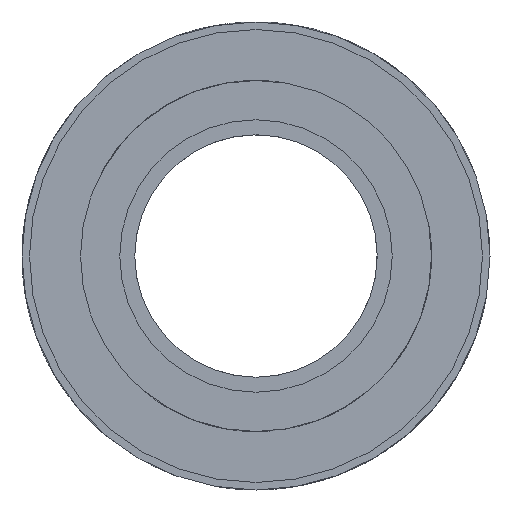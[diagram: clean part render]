
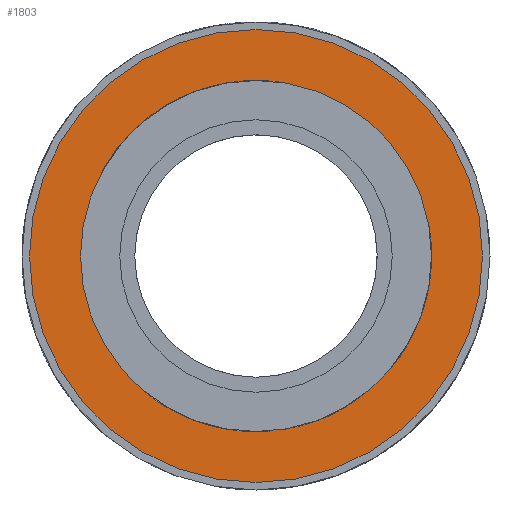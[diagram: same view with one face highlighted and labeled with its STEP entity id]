
A CAD part, front view. The second image highlights one B-rep face of the part: STEP entity #1803.
In plain terms, the highlighted planar face has unit normal (0, -1, 0).
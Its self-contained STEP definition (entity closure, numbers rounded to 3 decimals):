
#654=FACE_BOUND('',#2891,.T.);
#655=FACE_BOUND('',#2892,.T.);
#872=CIRCLE('',#8966,10.5);
#911=CIRCLE('',#9088,13.55);
#1317=PLANE('',#9089);
#1803=ADVANCED_FACE('',(#654,#655),#1317,.T.);
#2891=EDGE_LOOP('',(#4198));
#2892=EDGE_LOOP('',(#4199));
#4198=ORIENTED_EDGE('',*,*,#7130,.F.);
#4199=ORIENTED_EDGE('',*,*,#7472,.T.);
#6244=VERTEX_POINT('',#14048);
#6523=VERTEX_POINT('',#17455);
#7130=EDGE_CURVE('',#6244,#6244,#872,.T.);
#7472=EDGE_CURVE('',#6523,#6523,#911,.T.);
#8966=AXIS2_PLACEMENT_3D('',#14047,#9892,#9893);
#9088=AXIS2_PLACEMENT_3D('',#17454,#10166,#10167);
#9089=AXIS2_PLACEMENT_3D('',#17456,#10168,#10169);
#9892=DIRECTION('',(0.,-1.,0.));
#9893=DIRECTION('',(0.,0.,-1.));
#10166=DIRECTION('',(0.,-1.,0.));
#10167=DIRECTION('',(0.,0.,-1.));
#10168=DIRECTION('',(0.,-1.,0.));
#10169=DIRECTION('',(0.,0.,-1.));
#14047=CARTESIAN_POINT('',(0.,0.,0.));
#14048=CARTESIAN_POINT('',(0.,0.,-10.5));
#17454=CARTESIAN_POINT('',(0.,0.,0.));
#17455=CARTESIAN_POINT('',(0.,0.,-13.55));
#17456=CARTESIAN_POINT('',(7.25,0.,0.));
